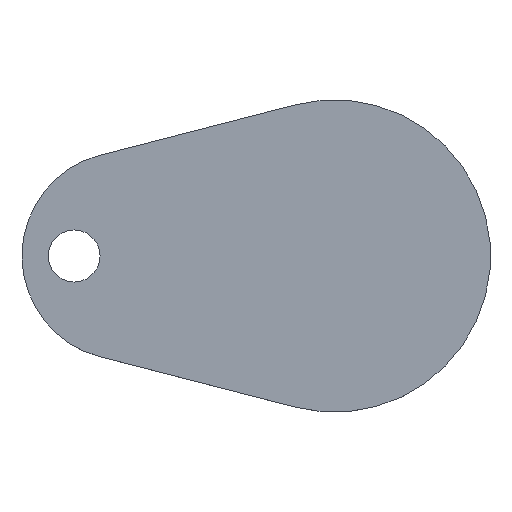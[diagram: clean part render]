
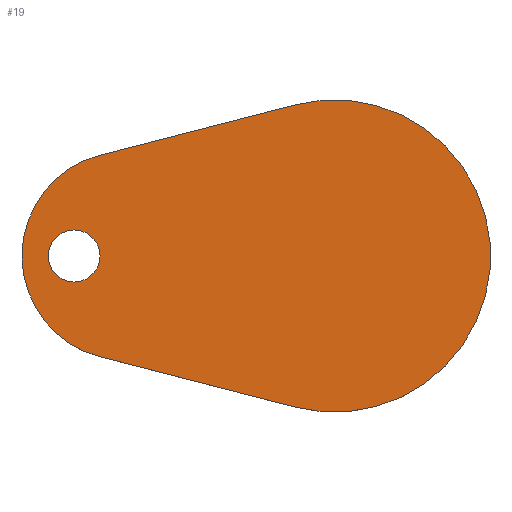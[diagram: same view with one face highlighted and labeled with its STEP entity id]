
A CAD part, top view. The second image highlights one B-rep face of the part: STEP entity #19.
In plain terms, the highlighted planar face has unit normal (0, 0, 1).
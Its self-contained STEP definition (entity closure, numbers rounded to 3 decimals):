
#2 = CARTESIAN_POINT ( 'NONE',  ( -22.5, -9.682, 1.6 ) ) ;
#5 = DIRECTION ( 'NONE',  ( 0., 0., 1. ) ) ;
#6 = EDGE_LOOP ( 'NONE', ( #42, #266 ) ) ;
#8 = DIRECTION ( 'NONE',  ( 0.968, -0.25, 0. ) ) ;
#11 = CARTESIAN_POINT ( 'NONE',  ( -3.75, -14.524, 1.6 ) ) ;
#15 = ORIENTED_EDGE ( 'NONE', *, *, #26, .T. ) ;
#19 = ADVANCED_FACE ( 'NONE', ( #223, #247 ), #204, .T. ) ;
#22 = EDGE_CURVE ( 'NONE', #172, #59, #256, .T. ) ;
#24 = CIRCLE ( 'NONE', #180, 2.5 ) ;
#26 = EDGE_CURVE ( 'NONE', #59, #126, #246, .T. ) ;
#27 = CARTESIAN_POINT ( 'NONE',  ( 0., 0., 1.6 ) ) ;
#28 = ORIENTED_EDGE ( 'NONE', *, *, #22, .T. ) ;
#30 = CARTESIAN_POINT ( 'NONE',  ( -20., 0., 1.6 ) ) ;
#32 = DIRECTION ( 'NONE',  ( 0., 0., 1. ) ) ;
#40 = EDGE_CURVE ( 'NONE', #179, #50, #287, .T. ) ;
#42 = ORIENTED_EDGE ( 'NONE', *, *, #173, .F. ) ;
#43 = CARTESIAN_POINT ( 'NONE',  ( -25., 0., 1.6 ) ) ;
#47 = CIRCLE ( 'NONE', #101, 2.5 ) ;
#50 = VERTEX_POINT ( 'NONE', #2 ) ;
#52 = DIRECTION ( 'NONE',  ( -0.968, -0.25, 0. ) ) ;
#59 = VERTEX_POINT ( 'NONE', #104 ) ;
#61 = CARTESIAN_POINT ( 'NONE',  ( -27.5, 0., 1.6 ) ) ;
#62 = CARTESIAN_POINT ( 'NONE',  ( -22.5, 0., 1.6 ) ) ;
#71 = AXIS2_PLACEMENT_3D ( 'NONE', #27, #228, #315 ) ;
#83 = VECTOR ( 'NONE', #52, 1000. ) ;
#89 = DIRECTION ( 'NONE',  ( 1., 0., 0. ) ) ;
#99 = EDGE_CURVE ( 'NONE', #126, #179, #312, .T. ) ;
#101 = AXIS2_PLACEMENT_3D ( 'NONE', #43, #237, #89 ) ;
#104 = CARTESIAN_POINT ( 'NONE',  ( -3.75, 14.524, 1.6 ) ) ;
#106 = DIRECTION ( 'NONE',  ( 0., 0., 1. ) ) ;
#114 = EDGE_CURVE ( 'NONE', #50, #172, #159, .T. ) ;
#126 = VERTEX_POINT ( 'NONE', #233 ) ;
#129 = DIRECTION ( 'NONE',  ( 0., 0., 1. ) ) ;
#132 = DIRECTION ( 'NONE',  ( 1., 0., 0. ) ) ;
#137 = CARTESIAN_POINT ( 'NONE',  ( -25., 0., 1.6 ) ) ;
#152 = CARTESIAN_POINT ( 'NONE',  ( -3.75, 14.524, 1.6 ) ) ;
#156 = EDGE_LOOP ( 'NONE', ( #28, #15, #290, #268, #196 ) ) ;
#159 = LINE ( 'NONE', #11, #299 ) ;
#161 = CARTESIAN_POINT ( 'NONE',  ( -3.75, -14.524, 1.6 ) ) ;
#170 = VERTEX_POINT ( 'NONE', #62 ) ;
#172 = VERTEX_POINT ( 'NONE', #161 ) ;
#173 = EDGE_CURVE ( 'NONE', #309, #170, #24, .T. ) ;
#179 = VERTEX_POINT ( 'NONE', #214 ) ;
#180 = AXIS2_PLACEMENT_3D ( 'NONE', #137, #32, #304 ) ;
#181 = CARTESIAN_POINT ( 'NONE',  ( -20., 0., 1.6 ) ) ;
#190 = AXIS2_PLACEMENT_3D ( 'NONE', #265, #129, #200 ) ;
#196 = ORIENTED_EDGE ( 'NONE', *, *, #114, .T. ) ;
#200 = DIRECTION ( 'NONE',  ( 1., 0., 0. ) ) ;
#204 = PLANE ( 'NONE',  #71 ) ;
#214 = CARTESIAN_POINT ( 'NONE',  ( -30., 0., 1.6 ) ) ;
#223 = FACE_OUTER_BOUND ( 'NONE', #156, .T. ) ;
#224 = AXIS2_PLACEMENT_3D ( 'NONE', #30, #5, #132 ) ;
#228 = DIRECTION ( 'NONE',  ( 0., 0., 1. ) ) ;
#233 = CARTESIAN_POINT ( 'NONE',  ( -22.5, 9.682, 1.6 ) ) ;
#237 = DIRECTION ( 'NONE',  ( 0., 0., 1. ) ) ;
#246 = LINE ( 'NONE', #152, #83 ) ;
#247 = FACE_BOUND ( 'NONE', #6, .T. ) ;
#256 = CIRCLE ( 'NONE', #190, 15. ) ;
#258 = EDGE_CURVE ( 'NONE', #170, #309, #47, .T. ) ;
#265 = CARTESIAN_POINT ( 'NONE',  ( 0., 0., 1.6 ) ) ;
#266 = ORIENTED_EDGE ( 'NONE', *, *, #258, .F. ) ;
#268 = ORIENTED_EDGE ( 'NONE', *, *, #40, .T. ) ;
#287 = CIRCLE ( 'NONE', #314, 10. ) ;
#290 = ORIENTED_EDGE ( 'NONE', *, *, #99, .T. ) ;
#291 = DIRECTION ( 'NONE',  ( 1., 0., 0. ) ) ;
#299 = VECTOR ( 'NONE', #8, 1000. ) ;
#304 = DIRECTION ( 'NONE',  ( 1., 0., 0. ) ) ;
#309 = VERTEX_POINT ( 'NONE', #61 ) ;
#312 = CIRCLE ( 'NONE', #224, 10. ) ;
#314 = AXIS2_PLACEMENT_3D ( 'NONE', #181, #106, #291 ) ;
#315 = DIRECTION ( 'NONE',  ( 1., 0., 0. ) ) ;
